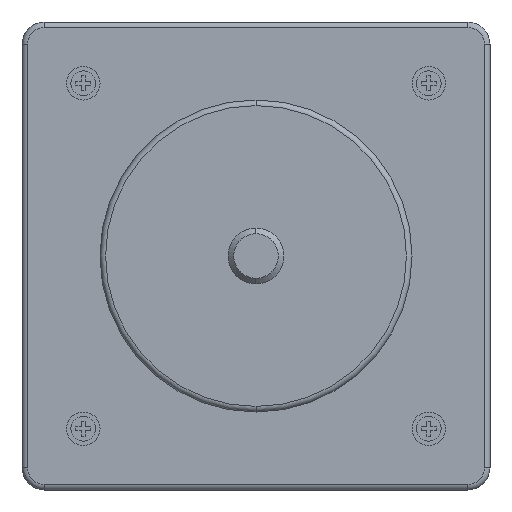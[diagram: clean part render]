
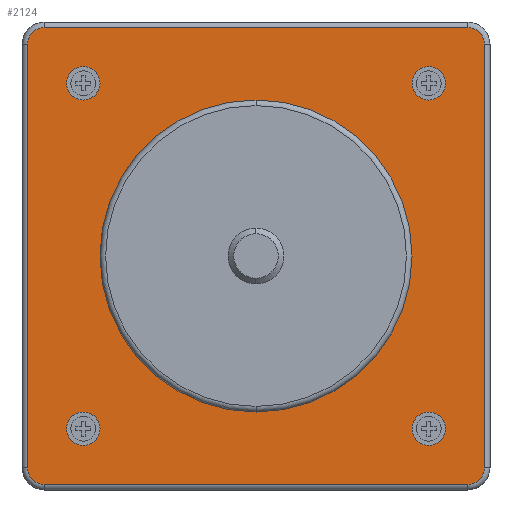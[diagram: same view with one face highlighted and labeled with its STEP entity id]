
A CAD part, left-side view. The second image highlights one B-rep face of the part: STEP entity #2124.
In plain terms, the highlighted planar face has unit normal (-1, 0, 0).
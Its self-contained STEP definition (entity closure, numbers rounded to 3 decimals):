
#1=CARTESIAN_POINT('',(0.,-15.5,-15.5));
#2=DIRECTION('',(-1.,0.,0.));
#3=DIRECTION('',(0.,-1.,0.));
#4=AXIS2_PLACEMENT_3D('',#1,#2,#3);
#6=CARTESIAN_POINT('',(0.,-15.5,-15.5));
#7=DIRECTION('',(-1.,0.,0.));
#8=DIRECTION('',(0.,1.,0.));
#9=AXIS2_PLACEMENT_3D('',#6,#7,#8);
#11=CARTESIAN_POINT('',(0.,15.5,-15.5));
#12=DIRECTION('',(-1.,0.,0.));
#13=DIRECTION('',(0.,-1.,0.));
#14=AXIS2_PLACEMENT_3D('',#11,#12,#13);
#16=CARTESIAN_POINT('',(0.,15.5,-15.5));
#17=DIRECTION('',(-1.,0.,0.));
#18=DIRECTION('',(0.,1.,0.));
#19=AXIS2_PLACEMENT_3D('',#16,#17,#18);
#21=CARTESIAN_POINT('',(0.,-15.5,15.5));
#22=DIRECTION('',(-1.,0.,0.));
#23=DIRECTION('',(0.,-1.,0.));
#24=AXIS2_PLACEMENT_3D('',#21,#22,#23);
#26=CARTESIAN_POINT('',(0.,-15.5,15.5));
#27=DIRECTION('',(-1.,0.,0.));
#28=DIRECTION('',(0.,1.,0.));
#29=AXIS2_PLACEMENT_3D('',#26,#27,#28);
#31=CARTESIAN_POINT('',(0.,15.5,15.5));
#32=DIRECTION('',(-1.,0.,0.));
#33=DIRECTION('',(0.,-1.,0.));
#34=AXIS2_PLACEMENT_3D('',#31,#32,#33);
#36=CARTESIAN_POINT('',(0.,15.5,15.5));
#37=DIRECTION('',(-1.,0.,0.));
#38=DIRECTION('',(0.,1.,0.));
#39=AXIS2_PLACEMENT_3D('',#36,#37,#38);
#41=CARTESIAN_POINT('',(0.,0.,0.));
#42=DIRECTION('',(-1.,0.,0.));
#43=DIRECTION('',(0.,0.,1.));
#44=AXIS2_PLACEMENT_3D('',#41,#42,#43);
#46=CARTESIAN_POINT('',(0.,0.,0.));
#47=DIRECTION('',(-1.,0.,0.));
#48=DIRECTION('',(0.,0.,-1.));
#49=AXIS2_PLACEMENT_3D('',#46,#47,#48);
#51=DIRECTION('',(0.,0.,-1.));
#52=VECTOR('',#51,38.);
#53=CARTESIAN_POINT('',(0.,20.5,19.));
#54=LINE('',#53,#52);
#55=CARTESIAN_POINT('',(0.,19.,19.));
#56=DIRECTION('',(-1.,0.,0.));
#57=DIRECTION('',(0.,0.,1.));
#58=AXIS2_PLACEMENT_3D('',#55,#56,#57);
#60=DIRECTION('',(0.,1.,0.));
#61=VECTOR('',#60,38.);
#62=CARTESIAN_POINT('',(0.,-19.,20.5));
#63=LINE('',#62,#61);
#64=CARTESIAN_POINT('',(0.,-19.,19.));
#65=DIRECTION('',(-1.,0.,0.));
#66=DIRECTION('',(0.,-1.,0.));
#67=AXIS2_PLACEMENT_3D('',#64,#65,#66);
#69=DIRECTION('',(0.,0.,1.));
#70=VECTOR('',#69,38.);
#71=CARTESIAN_POINT('',(0.,-20.5,-19.));
#72=LINE('',#71,#70);
#73=CARTESIAN_POINT('',(0.,-19.,-19.));
#74=DIRECTION('',(-1.,0.,0.));
#75=DIRECTION('',(0.,0.,-1.));
#76=AXIS2_PLACEMENT_3D('',#73,#74,#75);
#78=DIRECTION('',(0.,-1.,0.));
#79=VECTOR('',#78,38.);
#80=CARTESIAN_POINT('',(0.,19.,-20.5));
#81=LINE('',#80,#79);
#82=CARTESIAN_POINT('',(0.,19.,-19.));
#83=DIRECTION('',(-1.,0.,0.));
#84=DIRECTION('',(0.,1.,0.));
#85=AXIS2_PLACEMENT_3D('',#82,#83,#84);
#1607=CARTESIAN_POINT('',(0.,-17.,-15.5));
#1608=CARTESIAN_POINT('',(0.,-14.,-15.5));
#1609=VERTEX_POINT('',#1607);
#1610=VERTEX_POINT('',#1608);
#1611=CARTESIAN_POINT('',(0.,14.,-15.5));
#1612=CARTESIAN_POINT('',(0.,17.,-15.5));
#1613=VERTEX_POINT('',#1611);
#1614=VERTEX_POINT('',#1612);
#1615=CARTESIAN_POINT('',(0.,-17.,15.5));
#1616=CARTESIAN_POINT('',(0.,-14.,15.5));
#1617=VERTEX_POINT('',#1615);
#1618=VERTEX_POINT('',#1616);
#1619=CARTESIAN_POINT('',(0.,14.,15.5));
#1620=CARTESIAN_POINT('',(0.,17.,15.5));
#1621=VERTEX_POINT('',#1619);
#1622=VERTEX_POINT('',#1620);
#1683=CARTESIAN_POINT('',(0.,0.,14.));
#1684=CARTESIAN_POINT('',(0.,0.,-14.));
#1685=VERTEX_POINT('',#1683);
#1686=VERTEX_POINT('',#1684);
#2039=CARTESIAN_POINT('',(0.,20.5,19.));
#2040=CARTESIAN_POINT('',(0.,20.5,-19.));
#2041=VERTEX_POINT('',#2039);
#2042=VERTEX_POINT('',#2040);
#2047=CARTESIAN_POINT('',(0.,19.,-20.5));
#2048=VERTEX_POINT('',#2047);
#2051=CARTESIAN_POINT('',(0.,-19.,-20.5));
#2052=VERTEX_POINT('',#2051);
#2055=CARTESIAN_POINT('',(0.,-20.5,-19.));
#2056=VERTEX_POINT('',#2055);
#2059=CARTESIAN_POINT('',(0.,-20.5,19.));
#2060=VERTEX_POINT('',#2059);
#2063=CARTESIAN_POINT('',(0.,-19.,20.5));
#2064=VERTEX_POINT('',#2063);
#2067=CARTESIAN_POINT('',(0.,19.,20.5));
#2068=VERTEX_POINT('',#2067);
#2071=CARTESIAN_POINT('',(0.,0.,0.));
#2072=DIRECTION('',(1.,0.,0.));
#2073=DIRECTION('',(0.,-1.,0.));
#2074=AXIS2_PLACEMENT_3D('',#2071,#2072,#2073);
#2075=PLANE('',#2074);
#2077=ORIENTED_EDGE('',*,*,#2076,.F.);
#2079=ORIENTED_EDGE('',*,*,#2078,.F.);
#2081=ORIENTED_EDGE('',*,*,#2080,.F.);
#2083=ORIENTED_EDGE('',*,*,#2082,.F.);
#2085=ORIENTED_EDGE('',*,*,#2084,.F.);
#2087=ORIENTED_EDGE('',*,*,#2086,.F.);
#2089=ORIENTED_EDGE('',*,*,#2088,.F.);
#2091=ORIENTED_EDGE('',*,*,#2090,.F.);
#2092=EDGE_LOOP('',(#2077,#2079,#2081,#2083,#2085,#2087,#2089,#2091));
#2093=FACE_OUTER_BOUND('',#2092,.F.);
#2095=ORIENTED_EDGE('',*,*,#2094,.T.);
#2097=ORIENTED_EDGE('',*,*,#2096,.T.);
#2098=EDGE_LOOP('',(#2095,#2097));
#2099=FACE_BOUND('',#2098,.F.);
#2101=ORIENTED_EDGE('',*,*,#2100,.T.);
#2103=ORIENTED_EDGE('',*,*,#2102,.T.);
#2104=EDGE_LOOP('',(#2101,#2103));
#2105=FACE_BOUND('',#2104,.F.);
#2107=ORIENTED_EDGE('',*,*,#2106,.T.);
#2109=ORIENTED_EDGE('',*,*,#2108,.T.);
#2110=EDGE_LOOP('',(#2107,#2109));
#2111=FACE_BOUND('',#2110,.F.);
#2113=ORIENTED_EDGE('',*,*,#2112,.T.);
#2115=ORIENTED_EDGE('',*,*,#2114,.T.);
#2116=EDGE_LOOP('',(#2113,#2115));
#2117=FACE_BOUND('',#2116,.F.);
#2119=ORIENTED_EDGE('',*,*,#2118,.T.);
#2121=ORIENTED_EDGE('',*,*,#2120,.T.);
#2122=EDGE_LOOP('',(#2119,#2121));
#2123=FACE_BOUND('',#2122,.F.);
#5=CIRCLE('',#4,1.5);
#10=CIRCLE('',#9,1.5);
#15=CIRCLE('',#14,1.5);
#20=CIRCLE('',#19,1.5);
#25=CIRCLE('',#24,1.5);
#30=CIRCLE('',#29,1.5);
#35=CIRCLE('',#34,1.5);
#40=CIRCLE('',#39,1.5);
#45=CIRCLE('',#44,14.);
#50=CIRCLE('',#49,14.);
#59=CIRCLE('',#58,1.5);
#68=CIRCLE('',#67,1.5);
#77=CIRCLE('',#76,1.5);
#86=CIRCLE('',#85,1.5);
#2076=EDGE_CURVE('',#2041,#2042,#54,.T.);
#2078=EDGE_CURVE('',#2068,#2041,#59,.T.);
#2080=EDGE_CURVE('',#2064,#2068,#63,.T.);
#2082=EDGE_CURVE('',#2060,#2064,#68,.T.);
#2084=EDGE_CURVE('',#2056,#2060,#72,.T.);
#2086=EDGE_CURVE('',#2052,#2056,#77,.T.);
#2088=EDGE_CURVE('',#2048,#2052,#81,.T.);
#2090=EDGE_CURVE('',#2042,#2048,#86,.T.);
#2094=EDGE_CURVE('',#1613,#1614,#15,.T.);
#2096=EDGE_CURVE('',#1614,#1613,#20,.T.);
#2100=EDGE_CURVE('',#1617,#1618,#25,.T.);
#2102=EDGE_CURVE('',#1618,#1617,#30,.T.);
#2106=EDGE_CURVE('',#1621,#1622,#35,.T.);
#2108=EDGE_CURVE('',#1622,#1621,#40,.T.);
#2112=EDGE_CURVE('',#1685,#1686,#45,.T.);
#2114=EDGE_CURVE('',#1686,#1685,#50,.T.);
#2118=EDGE_CURVE('',#1609,#1610,#5,.T.);
#2120=EDGE_CURVE('',#1610,#1609,#10,.T.);
#2124=ADVANCED_FACE('',(#2093,#2099,#2105,#2111,#2117,#2123),#2075,.F.);
